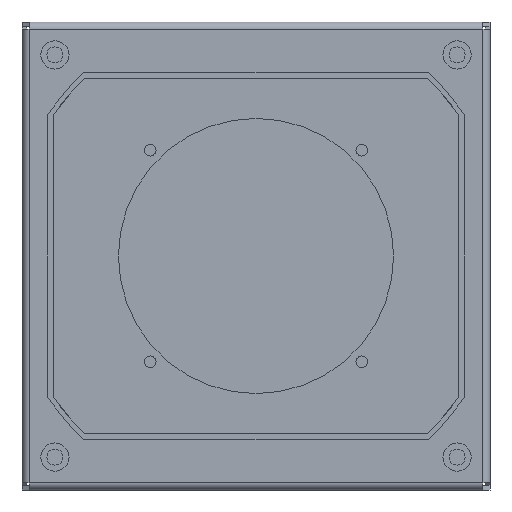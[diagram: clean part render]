
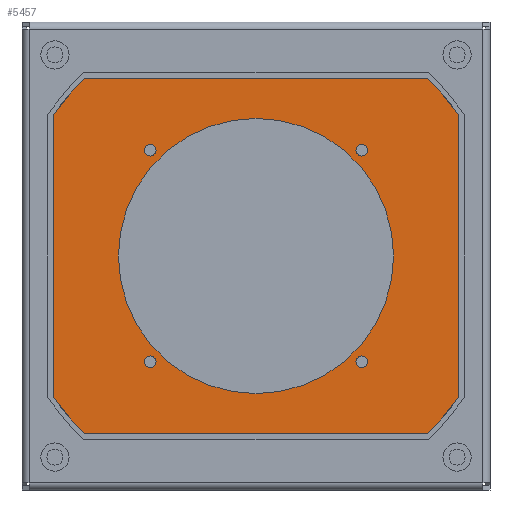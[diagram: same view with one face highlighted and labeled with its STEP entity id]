
A CAD part, front view. The second image highlights one B-rep face of the part: STEP entity #5457.
In plain terms, the highlighted face is planar.
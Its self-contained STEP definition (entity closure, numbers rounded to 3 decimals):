
#5102=CARTESIAN_POINT('',(0.,10.,0.));
#5103=DIRECTION('',(0.,-1.,0.));
#5104=DIRECTION('',(1.,0.,0.));
#5105=AXIS2_PLACEMENT_3D('',#5102,#5103,#5104);
#5107=CARTESIAN_POINT('',(0.,10.,0.));
#5108=DIRECTION('',(0.,-1.,0.));
#5109=DIRECTION('',(-1.,0.,0.));
#5110=AXIS2_PLACEMENT_3D('',#5107,#5108,#5109);
#5112=CARTESIAN_POINT('',(-45.,10.,-45.));
#5113=DIRECTION('',(0.,-1.,0.));
#5114=DIRECTION('',(1.,0.,0.));
#5115=AXIS2_PLACEMENT_3D('',#5112,#5113,#5114);
#5117=CARTESIAN_POINT('',(-45.,10.,-45.));
#5118=DIRECTION('',(0.,-1.,0.));
#5119=DIRECTION('',(-1.,0.,0.));
#5120=AXIS2_PLACEMENT_3D('',#5117,#5118,#5119);
#5122=CARTESIAN_POINT('',(-45.,10.,45.));
#5123=DIRECTION('',(0.,-1.,0.));
#5124=DIRECTION('',(1.,0.,0.));
#5125=AXIS2_PLACEMENT_3D('',#5122,#5123,#5124);
#5127=CARTESIAN_POINT('',(-45.,10.,45.));
#5128=DIRECTION('',(0.,-1.,0.));
#5129=DIRECTION('',(-1.,0.,0.));
#5130=AXIS2_PLACEMENT_3D('',#5127,#5128,#5129);
#5132=CARTESIAN_POINT('',(45.,10.,45.));
#5133=DIRECTION('',(0.,-1.,0.));
#5134=DIRECTION('',(1.,0.,0.));
#5135=AXIS2_PLACEMENT_3D('',#5132,#5133,#5134);
#5137=CARTESIAN_POINT('',(45.,10.,45.));
#5138=DIRECTION('',(0.,-1.,0.));
#5139=DIRECTION('',(-1.,0.,0.));
#5140=AXIS2_PLACEMENT_3D('',#5137,#5138,#5139);
#5142=CARTESIAN_POINT('',(45.,10.,-45.));
#5143=DIRECTION('',(0.,-1.,0.));
#5144=DIRECTION('',(1.,0.,0.));
#5145=AXIS2_PLACEMENT_3D('',#5142,#5143,#5144);
#5147=CARTESIAN_POINT('',(45.,10.,-45.));
#5148=DIRECTION('',(0.,-1.,0.));
#5149=DIRECTION('',(-1.,0.,0.));
#5150=AXIS2_PLACEMENT_3D('',#5147,#5148,#5149);
#5152=CARTESIAN_POINT('',(-94.,10.,-94.));
#5153=DIRECTION('',(0.,1.,0.));
#5154=DIRECTION('',(0.,0.,-1.));
#5155=AXIS2_PLACEMENT_3D('',#5152,#5153,#5154);
#5157=DIRECTION('',(-1.,0.,0.));
#5158=VECTOR('',#5157,188.);
#5159=CARTESIAN_POINT('',(94.,10.,-96.));
#5160=LINE('',#5159,#5158);
#5161=CARTESIAN_POINT('',(94.,10.,-94.));
#5162=DIRECTION('',(0.,1.,0.));
#5163=DIRECTION('',(1.,0.,0.));
#5164=AXIS2_PLACEMENT_3D('',#5161,#5162,#5163);
#5166=DIRECTION('',(0.,0.,-1.));
#5167=VECTOR('',#5166,188.);
#5168=CARTESIAN_POINT('',(96.,10.,94.));
#5169=LINE('',#5168,#5167);
#5170=CARTESIAN_POINT('',(94.,10.,94.));
#5171=DIRECTION('',(0.,1.,0.));
#5172=DIRECTION('',(0.,0.,1.));
#5173=AXIS2_PLACEMENT_3D('',#5170,#5171,#5172);
#5175=DIRECTION('',(1.,0.,0.));
#5176=VECTOR('',#5175,188.);
#5177=CARTESIAN_POINT('',(-94.,10.,96.));
#5178=LINE('',#5177,#5176);
#5179=CARTESIAN_POINT('',(-94.,10.,94.));
#5180=DIRECTION('',(0.,1.,0.));
#5181=DIRECTION('',(-1.,0.,0.));
#5182=AXIS2_PLACEMENT_3D('',#5179,#5180,#5181);
#5184=DIRECTION('',(0.,0.,1.));
#5185=VECTOR('',#5184,188.);
#5186=CARTESIAN_POINT('',(-96.,10.,-94.));
#5187=LINE('',#5186,#5185);
#5288=CARTESIAN_POINT('',(58.5,10.,0.));
#5289=CARTESIAN_POINT('',(-58.5,10.,0.));
#5290=VERTEX_POINT('',#5288);
#5291=VERTEX_POINT('',#5289);
#5292=CARTESIAN_POINT('',(-42.5,10.,-45.));
#5293=CARTESIAN_POINT('',(-47.5,10.,-45.));
#5294=VERTEX_POINT('',#5292);
#5295=VERTEX_POINT('',#5293);
#5296=CARTESIAN_POINT('',(-42.5,10.,45.));
#5297=CARTESIAN_POINT('',(-47.5,10.,45.));
#5298=VERTEX_POINT('',#5296);
#5299=VERTEX_POINT('',#5297);
#5300=CARTESIAN_POINT('',(47.5,10.,45.));
#5301=CARTESIAN_POINT('',(42.5,10.,45.));
#5302=VERTEX_POINT('',#5300);
#5303=VERTEX_POINT('',#5301);
#5304=CARTESIAN_POINT('',(47.5,10.,-45.));
#5305=CARTESIAN_POINT('',(42.5,10.,-45.));
#5306=VERTEX_POINT('',#5304);
#5307=VERTEX_POINT('',#5305);
#5308=CARTESIAN_POINT('',(-94.,10.,-96.));
#5309=CARTESIAN_POINT('',(-96.,10.,-94.));
#5310=VERTEX_POINT('',#5308);
#5311=VERTEX_POINT('',#5309);
#5312=CARTESIAN_POINT('',(-96.,10.,94.));
#5313=VERTEX_POINT('',#5312);
#5314=CARTESIAN_POINT('',(-94.,10.,96.));
#5315=VERTEX_POINT('',#5314);
#5316=CARTESIAN_POINT('',(94.,10.,96.));
#5317=VERTEX_POINT('',#5316);
#5318=CARTESIAN_POINT('',(96.,10.,94.));
#5319=VERTEX_POINT('',#5318);
#5320=CARTESIAN_POINT('',(96.,10.,-94.));
#5321=VERTEX_POINT('',#5320);
#5322=CARTESIAN_POINT('',(94.,10.,-96.));
#5323=VERTEX_POINT('',#5322);
#5406=CARTESIAN_POINT('',(0.,10.,0.));
#5407=DIRECTION('',(0.,1.,0.));
#5408=DIRECTION('',(1.,0.,0.));
#5409=AXIS2_PLACEMENT_3D('',#5406,#5407,#5408);
#5410=PLANE('',#5409);
#5412=ORIENTED_EDGE('',*,*,#5411,.F.);
#5414=ORIENTED_EDGE('',*,*,#5413,.F.);
#5416=ORIENTED_EDGE('',*,*,#5415,.F.);
#5418=ORIENTED_EDGE('',*,*,#5417,.F.);
#5420=ORIENTED_EDGE('',*,*,#5419,.F.);
#5422=ORIENTED_EDGE('',*,*,#5421,.F.);
#5424=ORIENTED_EDGE('',*,*,#5423,.F.);
#5426=ORIENTED_EDGE('',*,*,#5425,.F.);
#5427=EDGE_LOOP('',(#5412,#5414,#5416,#5418,#5420,#5422,#5424,#5426));
#5428=FACE_OUTER_BOUND('',#5427,.F.);
#5430=ORIENTED_EDGE('',*,*,#5429,.F.);
#5432=ORIENTED_EDGE('',*,*,#5431,.F.);
#5433=EDGE_LOOP('',(#5430,#5432));
#5434=FACE_BOUND('',#5433,.F.);
#5436=ORIENTED_EDGE('',*,*,#5435,.F.);
#5438=ORIENTED_EDGE('',*,*,#5437,.F.);
#5439=EDGE_LOOP('',(#5436,#5438));
#5440=FACE_BOUND('',#5439,.F.);
#5442=ORIENTED_EDGE('',*,*,#5441,.F.);
#5444=ORIENTED_EDGE('',*,*,#5443,.F.);
#5445=EDGE_LOOP('',(#5442,#5444));
#5446=FACE_BOUND('',#5445,.F.);
#5448=ORIENTED_EDGE('',*,*,#5447,.F.);
#5450=ORIENTED_EDGE('',*,*,#5449,.F.);
#5451=EDGE_LOOP('',(#5448,#5450));
#5452=FACE_BOUND('',#5451,.F.);
#5453=ORIENTED_EDGE('',*,*,#5386,.F.);
#5454=ORIENTED_EDGE('',*,*,#5400,.F.);
#5455=EDGE_LOOP('',(#5453,#5454));
#5456=FACE_BOUND('',#5455,.F.);
#5106=CIRCLE('',#5105,58.5);
#5111=CIRCLE('',#5110,58.5);
#5116=CIRCLE('',#5115,2.5);
#5121=CIRCLE('',#5120,2.5);
#5126=CIRCLE('',#5125,2.5);
#5131=CIRCLE('',#5130,2.5);
#5136=CIRCLE('',#5135,2.5);
#5141=CIRCLE('',#5140,2.5);
#5146=CIRCLE('',#5145,2.5);
#5151=CIRCLE('',#5150,2.5);
#5156=CIRCLE('',#5155,2.);
#5165=CIRCLE('',#5164,2.);
#5174=CIRCLE('',#5173,2.);
#5183=CIRCLE('',#5182,2.);
#5386=EDGE_CURVE('',#5290,#5291,#5106,.T.);
#5400=EDGE_CURVE('',#5291,#5290,#5111,.T.);
#5411=EDGE_CURVE('',#5310,#5311,#5156,.T.);
#5413=EDGE_CURVE('',#5323,#5310,#5160,.T.);
#5415=EDGE_CURVE('',#5321,#5323,#5165,.T.);
#5417=EDGE_CURVE('',#5319,#5321,#5169,.T.);
#5419=EDGE_CURVE('',#5317,#5319,#5174,.T.);
#5421=EDGE_CURVE('',#5315,#5317,#5178,.T.);
#5423=EDGE_CURVE('',#5313,#5315,#5183,.T.);
#5425=EDGE_CURVE('',#5311,#5313,#5187,.T.);
#5429=EDGE_CURVE('',#5294,#5295,#5116,.T.);
#5431=EDGE_CURVE('',#5295,#5294,#5121,.T.);
#5435=EDGE_CURVE('',#5298,#5299,#5126,.T.);
#5437=EDGE_CURVE('',#5299,#5298,#5131,.T.);
#5441=EDGE_CURVE('',#5302,#5303,#5136,.T.);
#5443=EDGE_CURVE('',#5303,#5302,#5141,.T.);
#5447=EDGE_CURVE('',#5306,#5307,#5146,.T.);
#5449=EDGE_CURVE('',#5307,#5306,#5151,.T.);
#5457=ADVANCED_FACE('',(#5428,#5434,#5440,#5446,#5452,#5456),#5410,.T.);
